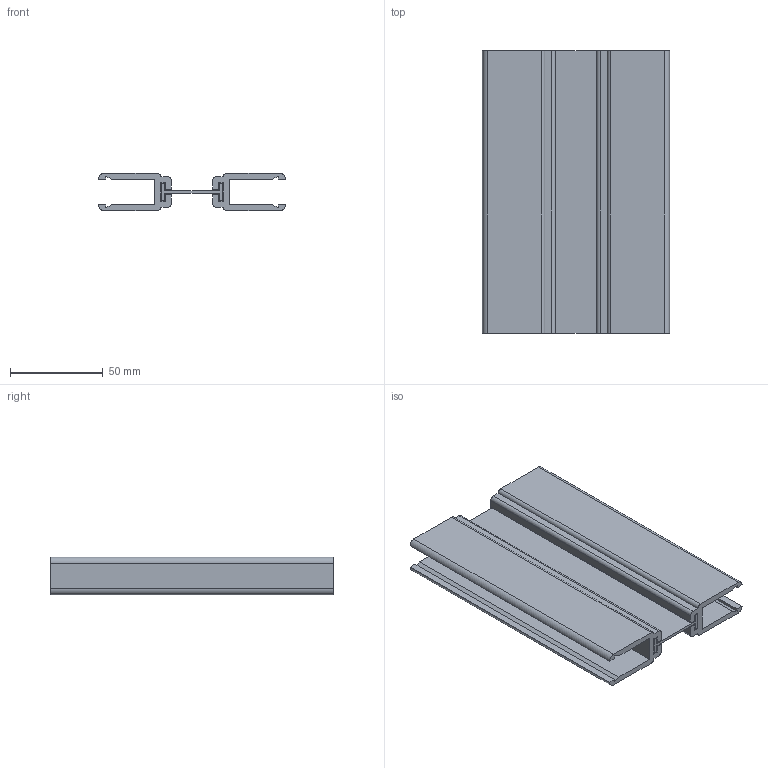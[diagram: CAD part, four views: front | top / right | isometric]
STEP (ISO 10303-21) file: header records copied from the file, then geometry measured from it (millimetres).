
FILE_DESCRIPTION((''),'2;1');
FILE_NAME('SG1418.STP', '2021-02-26T13:35:10',(''), (''), 'KCM Version 2.0.6974.6974', 'KeyCreator Pro', '');
FILE_SCHEMA(('AUTOMOTIVE_DESIGN'));
Length unit declared in the file: inch
Bounding box: 100.97 x 152.4 x 20.3 mm (x, y, z)
Volume: 103960.1 mm3; surface area: 78238.1 mm2
Topology: 3 solids, 3 shells, 90 faces, 252 edges, 168 vertices
Faces by surface type: plane 62, cylinder 28
Entity records: 2929 total; most frequent: CARTESIAN_POINT 511, ORIENTED_EDGE 504, DIRECTION 490, EDGE_CURVE 252, VECTOR 196, LINE 196, VERTEX_POINT 168, AXIS2_PLACEMENT_3D 147
